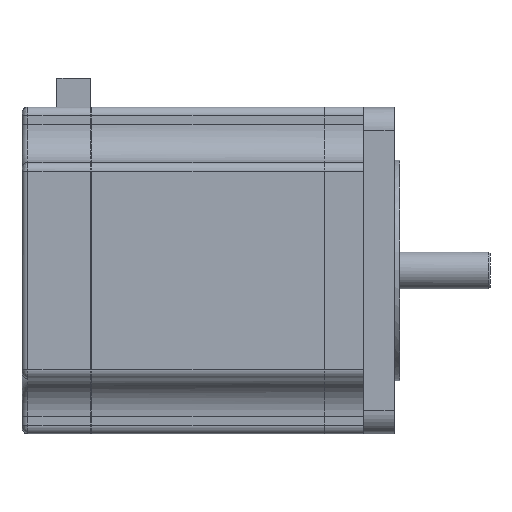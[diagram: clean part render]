
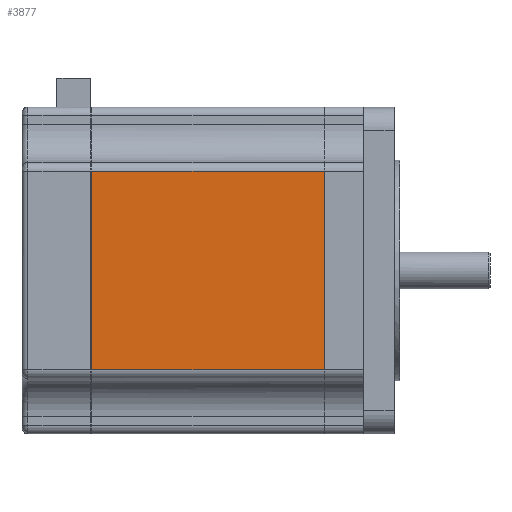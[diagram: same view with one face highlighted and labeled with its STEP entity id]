
A CAD part, left-side view. The second image highlights one B-rep face of the part: STEP entity #3877.
In plain terms, the highlighted planar face has unit normal (-1, 0, 0).
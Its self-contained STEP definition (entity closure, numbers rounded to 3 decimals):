
#3513=CARTESIAN_POINT('Vertex',(-28.099,52.,-17.1)) ;
#3516=CARTESIAN_POINT('Line Origine',(-28.099,52.,0.)) ;
#3520=CARTESIAN_POINT('Vertex',(-28.099,52.,17.1)) ;
#3839=CARTESIAN_POINT('Vertex',(-28.099,12.,-17.1)) ;
#3842=CARTESIAN_POINT('Line Origine',(-28.099,131.679,-17.1)) ;
#3854=CARTESIAN_POINT('Axis2P3D Location',(-28.099,131.679,17.1)) ;
#3859=CARTESIAN_POINT('Line Origine',(-28.099,12.,0.)) ;
#3863=CARTESIAN_POINT('Vertex',(-28.099,12.,17.1)) ;
#3866=CARTESIAN_POINT('Line Origine',(-28.099,32.,17.1)) ;
#3517=DIRECTION('Vector Direction',(0.,0.,1.)) ;
#3843=DIRECTION('Vector Direction',(0.,-1.,0.)) ;
#3855=DIRECTION('Axis2P3D Direction',(1.,-0.,0.)) ;
#3856=DIRECTION('Axis2P3D XDirection',(0.,0.,-1.)) ;
#3860=DIRECTION('Vector Direction',(0.,0.,-1.)) ;
#3867=DIRECTION('Vector Direction',(0.,-1.,0.)) ;
#3857=AXIS2_PLACEMENT_3D('Plane Axis2P3D',#3854,#3855,#3856) ;
#3872=ORIENTED_EDGE('',*,*,#3865,.F.) ;
#3873=ORIENTED_EDGE('',*,*,#3870,.F.) ;
#3874=ORIENTED_EDGE('',*,*,#3522,.F.) ;
#3875=ORIENTED_EDGE('',*,*,#3846,.T.) ;
#3518=VECTOR('Line Direction',#3517,1.) ;
#3844=VECTOR('Line Direction',#3843,1.) ;
#3861=VECTOR('Line Direction',#3860,1.) ;
#3868=VECTOR('Line Direction',#3867,1.) ;
#3877=ADVANCED_FACE('Body1',(#3876),#3858,.F.) ;
#3522=EDGE_CURVE('',#3514,#3521,#3519,.T.) ;
#3846=EDGE_CURVE('',#3514,#3840,#3845,.T.) ;
#3865=EDGE_CURVE('',#3864,#3840,#3862,.T.) ;
#3870=EDGE_CURVE('',#3521,#3864,#3869,.T.) ;
#3871=EDGE_LOOP('',(#3872,#3873,#3874,#3875)) ;
#3876=FACE_OUTER_BOUND('',#3871,.T.) ;
#3519=LINE('Line',#3516,#3518) ;
#3845=LINE('Line',#3842,#3844) ;
#3862=LINE('Line',#3859,#3861) ;
#3869=LINE('Line',#3866,#3868) ;
#3858=PLANE('',#3857) ;
#3514=VERTEX_POINT('',#3513) ;
#3521=VERTEX_POINT('',#3520) ;
#3840=VERTEX_POINT('',#3839) ;
#3864=VERTEX_POINT('',#3863) ;
